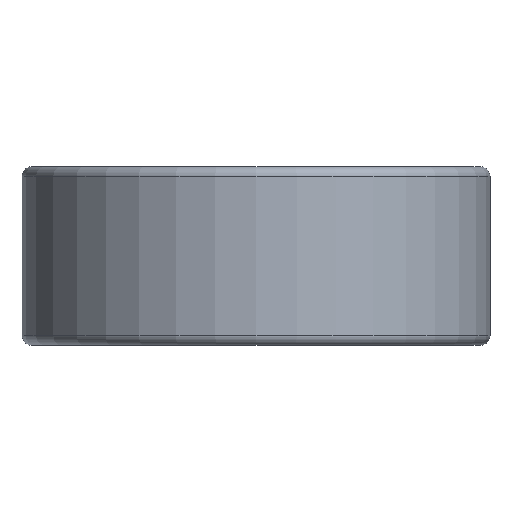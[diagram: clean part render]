
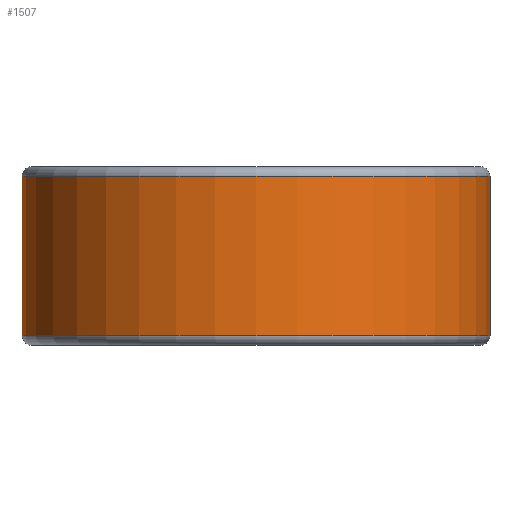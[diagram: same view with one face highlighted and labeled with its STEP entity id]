
A CAD part, front view. The second image highlights one B-rep face of the part: STEP entity #1507.
In plain terms, the highlighted cylindrical face has radius 18.644 mm (diameter 37.287 mm), a partial arc.
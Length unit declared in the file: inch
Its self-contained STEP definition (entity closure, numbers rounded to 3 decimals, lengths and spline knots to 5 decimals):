
#109 = EDGE_CURVE ( 'NONE', #1593, #1644, #1016, .T. ) ;
#167 = EDGE_CURVE ( 'NONE', #809, #2683, #962, .T. ) ;
#187 = DIRECTION ( 'NONE',  ( 0., 0., -1. ) ) ;
#272 = DIRECTION ( 'NONE',  ( 0., 0., 1. ) ) ;
#406 = EDGE_LOOP ( 'NONE', ( #1556, #792, #765, #892 ) ) ;
#549 = CARTESIAN_POINT ( 'NONE',  ( 0.656, -1.75, 0. ) ) ;
#557 = DIRECTION ( 'NONE',  ( 1., 0., 0. ) ) ;
#595 = AXIS2_PLACEMENT_3D ( 'NONE', #1504, #272, #1729 ) ;
#646 = CIRCLE ( 'NONE', #595, 0.734 ) ;
#660 = CARTESIAN_POINT ( 'NONE',  ( 1.39, -1.75, 0. ) ) ;
#765 = ORIENTED_EDGE ( 'NONE', *, *, #1887, .F. ) ;
#792 = ORIENTED_EDGE ( 'NONE', *, *, #109, .T. ) ;
#809 = VERTEX_POINT ( 'NONE', #2307 ) ;
#892 = ORIENTED_EDGE ( 'NONE', *, *, #167, .T. ) ;
#947 = DIRECTION ( 'NONE',  ( 0., 0., 1. ) ) ;
#962 = LINE ( 'NONE', #1648, #2568 ) ;
#1016 = LINE ( 'NONE', #660, #2083 ) ;
#1053 = EDGE_CURVE ( 'NONE', #2683, #1593, #1741, .T. ) ;
#1063 = DIRECTION ( 'NONE',  ( 0., 0., 1. ) ) ;
#1071 = CARTESIAN_POINT ( 'NONE',  ( 1.39, -1.75, -0.25 ) ) ;
#1121 = FACE_OUTER_BOUND ( 'NONE', #406, .T. ) ;
#1504 = CARTESIAN_POINT ( 'NONE',  ( 0.656, -1.75, 0.25 ) ) ;
#1507 = ADVANCED_FACE ( 'NONE', ( #1121 ), #2472, .T. ) ;
#1556 = ORIENTED_EDGE ( 'NONE', *, *, #1053, .T. ) ;
#1593 = VERTEX_POINT ( 'NONE', #1071 ) ;
#1616 = CARTESIAN_POINT ( 'NONE',  ( -0.078, -1.75, -0.25 ) ) ;
#1644 = VERTEX_POINT ( 'NONE', #1737 ) ;
#1648 = CARTESIAN_POINT ( 'NONE',  ( -0.078, -1.75, 0.25 ) ) ;
#1729 = DIRECTION ( 'NONE',  ( 1., 0., 0. ) ) ;
#1737 = CARTESIAN_POINT ( 'NONE',  ( 1.39, -1.75, 0.25 ) ) ;
#1741 = CIRCLE ( 'NONE', #1894, 0.734 ) ;
#1887 = EDGE_CURVE ( 'NONE', #809, #1644, #646, .T. ) ;
#1894 = AXIS2_PLACEMENT_3D ( 'NONE', #2341, #1063, #2542 ) ;
#2049 = DIRECTION ( 'NONE',  ( 0., 0., 1. ) ) ;
#2083 = VECTOR ( 'NONE', #2049, 39.37008 ) ;
#2307 = CARTESIAN_POINT ( 'NONE',  ( -0.078, -1.75, 0.25 ) ) ;
#2341 = CARTESIAN_POINT ( 'NONE',  ( 0.656, -1.75, -0.25 ) ) ;
#2472 = CYLINDRICAL_SURFACE ( 'NONE', #2546, 0.734 ) ;
#2542 = DIRECTION ( 'NONE',  ( 1., 0., 0. ) ) ;
#2546 = AXIS2_PLACEMENT_3D ( 'NONE', #549, #947, #557 ) ;
#2568 = VECTOR ( 'NONE', #187, 39.37008 ) ;
#2683 = VERTEX_POINT ( 'NONE', #1616 ) ;
